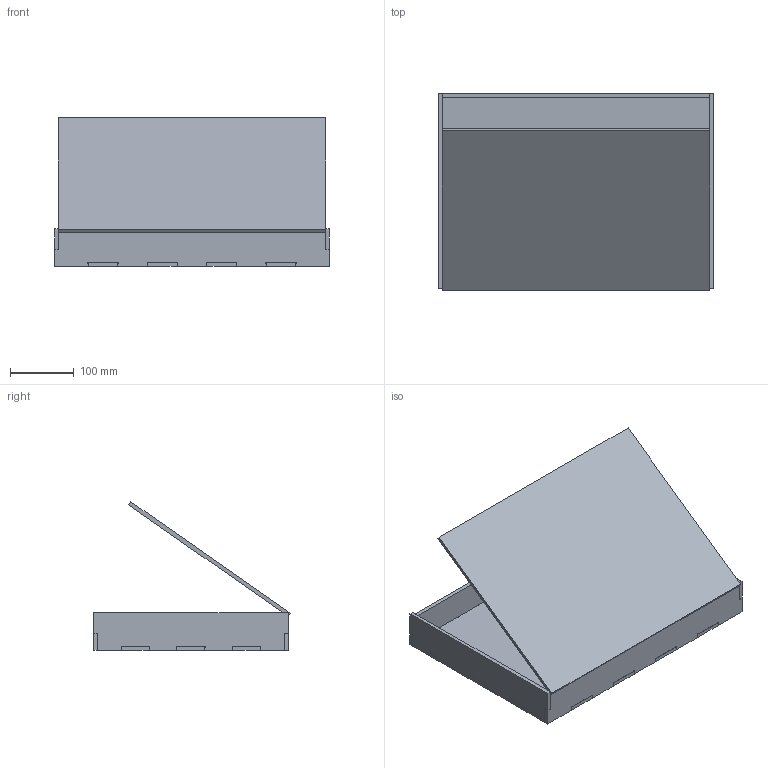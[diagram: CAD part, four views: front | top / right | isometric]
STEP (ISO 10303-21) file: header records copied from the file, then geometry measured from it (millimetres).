
FILE_DESCRIPTION(/* description */ (''),/* implementation_level */ '2;1');
FILE_NAME(/* name */ 'parametric_grifinity_box v4.step',/* time_stamp */ '2023-01-06T10:27:57-07:00',/* author */ (''),/* organization */ (''),/* preprocessor_version */ 'ST-DEVELOPER v19.2',/* originating_system */ 'Autodesk Translation Framework v11.17.0.187',/* authorisation */ '');
FILE_SCHEMA (('AUTOMOTIVE_DESIGN { 1 0 10303 214 3 1 1 }'));
Length unit declared in the file: millimetre
Products named in the file (1): parametric_grifinity_box
Bounding box: 432 x 309.44 x 233.43 mm (x, y, z)
Volume: 1995274.8 mm3; surface area: 704968 mm2
Topology: 6 solids, 6 shells, 228 faces, 648 edges, 432 vertices
Faces by surface type: plane 164, cylinder 64
Entity records: 7422 total; most frequent: CARTESIAN_POINT 1309, ORIENTED_EDGE 1296, DIRECTION 1234, EDGE_CURVE 648, LINE 520, VECTOR 520, VERTEX_POINT 432, AXIS2_PLACEMENT_3D 357
